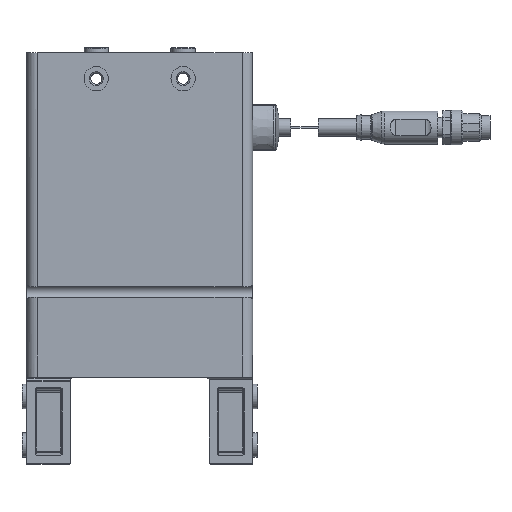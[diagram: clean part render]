
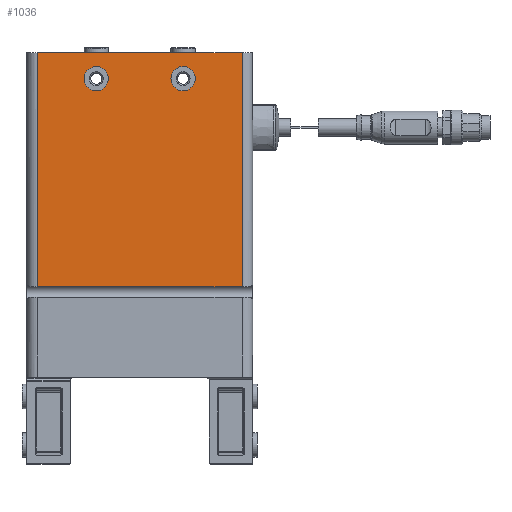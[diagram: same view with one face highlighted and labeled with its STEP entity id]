
A CAD part, top view. The second image highlights one B-rep face of the part: STEP entity #1036.
In plain terms, the highlighted face is planar.
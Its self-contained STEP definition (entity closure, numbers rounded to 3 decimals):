
#1036 = ADVANCED_FACE( '', ( #2349, #2350, #2351 ), #2352, .F. );
#2349 = FACE_BOUND( '', #4081, .T. );
#2350 = FACE_BOUND( '', #4082, .T. );
#2351 = FACE_OUTER_BOUND( '', #4083, .T. );
#2352 = PLANE( '', #4084 );
#4081 = EDGE_LOOP( '', ( #6847 ) );
#4082 = EDGE_LOOP( '', ( #6848 ) );
#4083 = EDGE_LOOP( '', ( #6849, #6850, #6851, #6852 ) );
#4084 = AXIS2_PLACEMENT_3D( '', #6853, #6854, #6855 );
#6847 = ORIENTED_EDGE( '', *, *, #9817, .F. );
#6848 = ORIENTED_EDGE( '', *, *, #10315, .F. );
#6849 = ORIENTED_EDGE( '', *, *, #10316, .F. );
#6850 = ORIENTED_EDGE( '', *, *, #9665, .T. );
#6851 = ORIENTED_EDGE( '', *, *, #10317, .T. );
#6852 = ORIENTED_EDGE( '', *, *, #10318, .F. );
#6853 = CARTESIAN_POINT( '', ( 29.5, 93.5, -16. ) );
#6854 = DIRECTION( '', ( 0., 0., 1. ) );
#6855 = DIRECTION( '', ( 1., 0., 0. ) );
#9665 = EDGE_CURVE( '', #11560, #11558, #11561, .T. );
#9817 = EDGE_CURVE( '', #11813, #11813, #11814, .T. );
#10315 = EDGE_CURVE( '', #12581, #12581, #12582, .T. );
#10316 = EDGE_CURVE( '', #11560, #12583, #12584, .T. );
#10317 = EDGE_CURVE( '', #11558, #12585, #12586, .T. );
#10318 = EDGE_CURVE( '', #12583, #12585, #12587, .T. );
#11558 = VERTEX_POINT( '', #14253 );
#11560 = VERTEX_POINT( '', #14255 );
#11561 = LINE( '', #14256, #14257 );
#11813 = VERTEX_POINT( '', #14718 );
#11814 = CIRCLE( '', #14719, 3.5 );
#12581 = VERTEX_POINT( '', #15864 );
#12582 = CIRCLE( '', #15865, 3.5 );
#12583 = VERTEX_POINT( '', #15866 );
#12584 = LINE( '', #15867, #15868 );
#12585 = VERTEX_POINT( '', #15869 );
#12586 = LINE( '', #15870, #15871 );
#12587 = LINE( '', #15872, #15873 );
#14253 = CARTESIAN_POINT( '', ( 29.5, 0., -16. ) );
#14255 = CARTESIAN_POINT( '', ( 29.5, 67.5, -16. ) );
#14256 = CARTESIAN_POINT( '', ( 29.5, 93.5, -16. ) );
#14257 = VECTOR( '', #17437, 1000. );
#14718 = CARTESIAN_POINT( '', ( 9., 7.5, -16. ) );
#14719 = AXIS2_PLACEMENT_3D( '', #17599, #17600, #17601 );
#15864 = CARTESIAN_POINT( '', ( -16., 7.5, -16. ) );
#15865 = AXIS2_PLACEMENT_3D( '', #18126, #18127, #18128 );
#15866 = CARTESIAN_POINT( '', ( -29.5, 67.5, -16. ) );
#15867 = CARTESIAN_POINT( '', ( 29.5, 67.5, -16. ) );
#15868 = VECTOR( '', #18129, 1000. );
#15869 = CARTESIAN_POINT( '', ( -29.5, 0., -16. ) );
#15870 = CARTESIAN_POINT( '', ( 29.5, 0., -16. ) );
#15871 = VECTOR( '', #18130, 1000. );
#15872 = CARTESIAN_POINT( '', ( -29.5, 93.5, -16. ) );
#15873 = VECTOR( '', #18131, 1000. );
#17437 = DIRECTION( '', ( 0., -1., 0. ) );
#17599 = CARTESIAN_POINT( '', ( 12.5, 7.5, -16. ) );
#17600 = DIRECTION( '', ( 0., 0., -1. ) );
#17601 = DIRECTION( '', ( -1., 0., 0. ) );
#18126 = CARTESIAN_POINT( '', ( -12.5, 7.5, -16. ) );
#18127 = DIRECTION( '', ( 0., 0., -1. ) );
#18128 = DIRECTION( '', ( -1., 0., 0. ) );
#18129 = DIRECTION( '', ( -1., 0., 0. ) );
#18130 = DIRECTION( '', ( -1., 0., 0. ) );
#18131 = DIRECTION( '', ( 0., -1., 0. ) );
